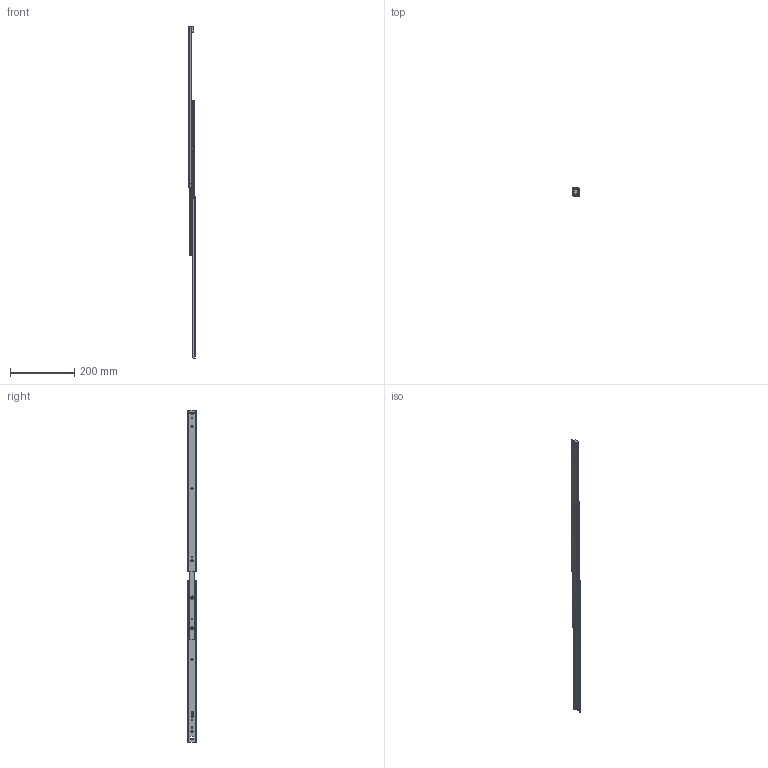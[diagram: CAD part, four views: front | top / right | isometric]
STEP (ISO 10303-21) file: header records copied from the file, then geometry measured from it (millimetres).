
FILE_DESCRIPTION(/* description */ ('Überauszug Serie 040 500x528'),/* implementation_level */ '2;1');
FILE_NAME(/* name */ '07000056007.stp',/* time_stamp */ '2020-06-18T12:40:23+02:00',/* author */ ('Philipp Joos'),/* organization */ (''),/* preprocessor_version */ 'ST-DEVELOPER v18',/* originating_system */ 'Autodesk Inventor 2020',/* authorisation */ '');
FILE_SCHEMA (('AUTOMOTIVE_DESIGN { 1 0 10303 214 3 1 1 }'));
Length unit declared in the file: millimetre
Products named in the file (1): 07000056007
Bounding box: 20.25 x 27.2 x 1030 mm (x, y, z)
Volume: 100076.7 mm3; surface area: 169826.4 mm2
Topology: 98 solids, 98 shells, 1455 faces, 3971 edges, 2565 vertices
Faces by surface type: plane 605, cylinder 505, bspline 140, torus 99, sphere 88, cone 18
Full cylindrical faces by diameter (mm): 3.65 x4, 4.2 x86, 4.3 x1, 4.5 x4, 4.6 x4, 4.8 x2, 5.2 x4, 5.5 x2, 5.9 x1, 6 x1, 6.5 x6, 8 x2, 8.2 x3, 10 x6, 12 x6
Entity records: 50456 total; most frequent: CARTESIAN_POINT 12345, ORIENTED_EDGE 7570, DIRECTION 7428, EDGE_CURVE 3785, AXIS2_PLACEMENT_3D 2707, VERTEX_POINT 2565, LINE 2014, VECTOR 2014
